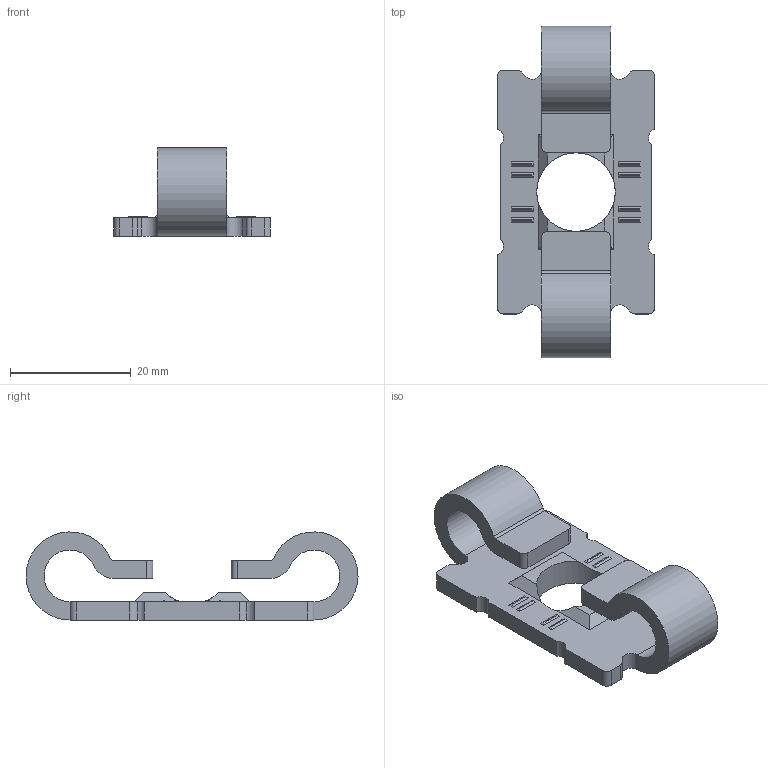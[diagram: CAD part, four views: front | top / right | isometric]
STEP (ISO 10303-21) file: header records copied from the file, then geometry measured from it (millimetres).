
FILE_DESCRIPTION (( 'STEP AP203' ), '1' );
FILE_NAME ('212311008_c_1.STEP', '2023-01-18T14:31:46', ( '' ), ( '' ), 'SwSTEP 2.0', 'SolidWorks 2014', '' );
FILE_SCHEMA (( 'CONFIG_CONTROL_DESIGN' ));
Length unit declared in the file: millimetre
Products named in the file (1): 212311008_c_1
Bounding box: 26 x 55 x 14.59 mm (x, y, z)
Volume: 5075 mm3; surface area: 4325 mm2
Topology: 1 solids, 1 shells, 106 faces, 288 edges, 192 vertices
Faces by surface type: plane 74, cylinder 32
Entity records: 3421 total; most frequent: CARTESIAN_POINT 599, ORIENTED_EDGE 576, DIRECTION 566, EDGE_CURVE 288, VECTOR 216, LINE 216, VERTEX_POINT 192, AXIS2_PLACEMENT_3D 175
